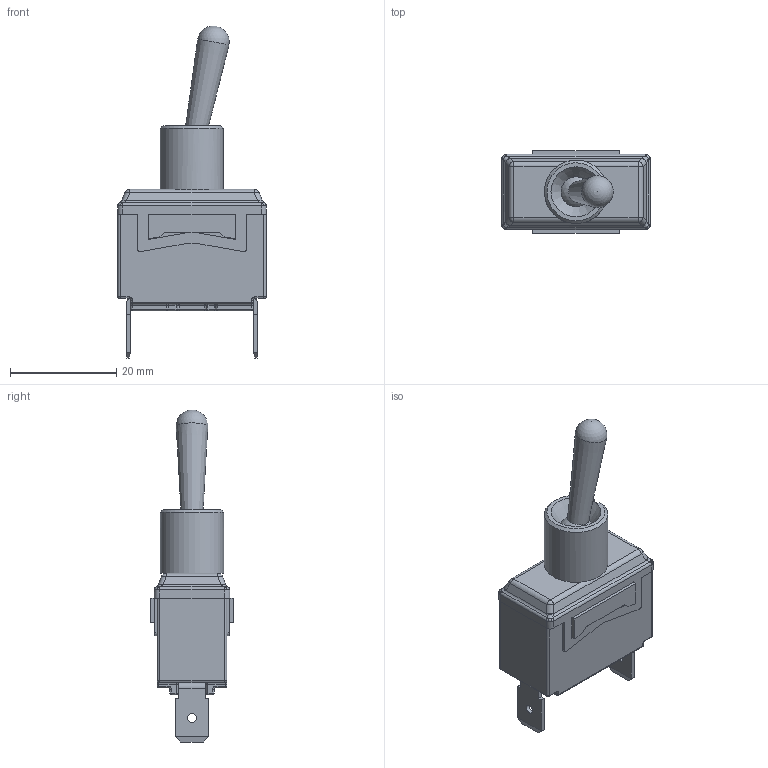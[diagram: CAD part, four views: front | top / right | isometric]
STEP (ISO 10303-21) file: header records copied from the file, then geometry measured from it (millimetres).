
FILE_DESCRIPTION(/* description */ (''),/* implementation_level */ '2;1');
FILE_NAME(/* name */ 'ST14_1_3_4_x00.stp',/* time_stamp */ '2020-12-18T10:52:19-06:00',/* author */ ('mroman'),/* organization */ (''),/* preprocessor_version */ 'ST-DEVELOPER v18',/* originating_system */ 'Autodesk Inventor 2020',/* authorisation */ '');
FILE_SCHEMA (('AUTOMOTIVE_DESIGN { 1 0 10303 214 3 1 1 }'));
Length unit declared in the file: millimetre
Products named in the file (1): ST14_1_3_4_x00
Bounding box: 28 x 15.5 x 62.41 mm (x, y, z)
Volume: 9639.3 mm3; surface area: 3999.3 mm2
Topology: 1 solids, 4 shells, 343 faces, 826 edges, 494 vertices
Faces by surface type: plane 132, cylinder 121, sphere 30, torus 27, bspline 26, cone 7
Full cylindrical faces by diameter (mm): 1.7 x2, 2 x2, 5.4 x1
Entity records: 10379 total; most frequent: CARTESIAN_POINT 2319, DIRECTION 1746, ORIENTED_EDGE 1642, EDGE_CURVE 821, AXIS2_PLACEMENT_3D 649, VERTEX_POINT 494, LINE 448, VECTOR 448
